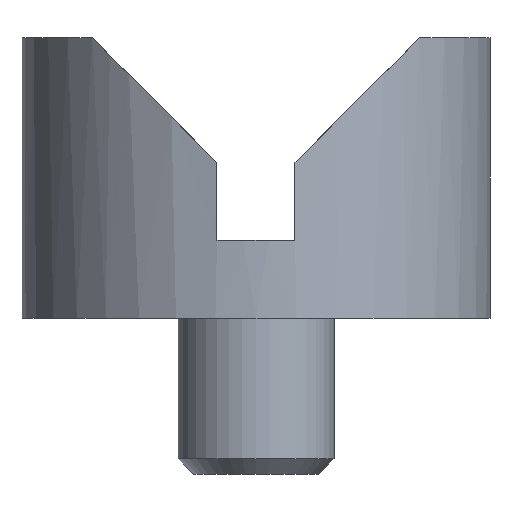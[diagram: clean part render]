
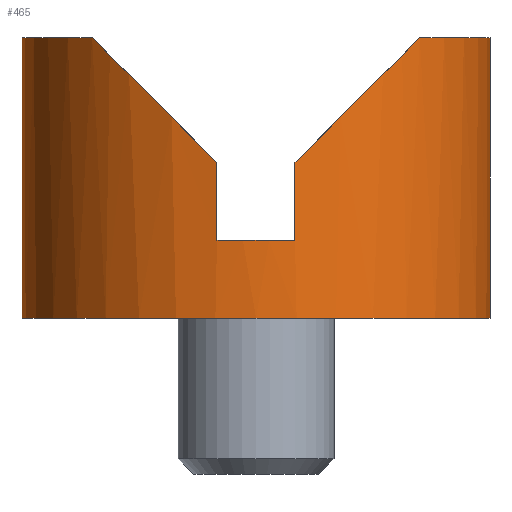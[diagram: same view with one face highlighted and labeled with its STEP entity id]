
A CAD part, front view. The second image highlights one B-rep face of the part: STEP entity #465.
In plain terms, the highlighted cylindrical face has radius 15 mm (diameter 30 mm), a partial arc.
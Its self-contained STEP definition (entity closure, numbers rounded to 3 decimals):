
#1 = CARTESIAN_POINT ( 'NONE',  ( -10.5, -10.712, 18. ) ) ;
#13 = CARTESIAN_POINT ( 'NONE',  ( 2.5, -14.79, 10. ) ) ;
#17 = DIRECTION ( 'NONE',  ( 0., 0., -1. ) ) ;
#18 = ORIENTED_EDGE ( 'NONE', *, *, #405, .F. ) ;
#20 = DIRECTION ( 'NONE',  ( 0., 0., 1. ) ) ;
#22 = ORIENTED_EDGE ( 'NONE', *, *, #102, .T. ) ;
#25 = DIRECTION ( 'NONE',  ( 0., 0., 1. ) ) ;
#33 =( BOUNDED_CURVE ( )  B_SPLINE_CURVE ( 3, ( #13, #119, #69, #156 ),
 .UNSPECIFIED., .F., .T. ) 
 B_SPLINE_CURVE_WITH_KNOTS ( ( 4, 4 ),
 ( 4.88, 5.488 ),
 .UNSPECIFIED. ) 
 CURVE ( )  GEOMETRIC_REPRESENTATION_ITEM ( )  RATIONAL_B_SPLINE_CURVE ( ( 1., 0.969, 0.969, 1. ) ) 
 REPRESENTATION_ITEM ( '' )  );
#49 = DIRECTION ( 'NONE',  ( 1., 0., 0. ) ) ;
#52 = LINE ( 'NONE', #170, #328 ) ;
#57 = CIRCLE ( 'NONE', #335, 15. ) ;
#59 = EDGE_CURVE ( 'NONE', #229, #478, #334, .T. ) ;
#63 = ORIENTED_EDGE ( 'NONE', *, *, #292, .T. ) ;
#69 = CARTESIAN_POINT ( 'NONE',  ( 8.295, -12.873, 15.795 ) ) ;
#74 = CARTESIAN_POINT ( 'NONE',  ( -5.544, -14.276, 13.044 ) ) ;
#76 = EDGE_CURVE ( 'NONE', #478, #397, #57, .T. ) ;
#80 = CIRCLE ( 'NONE', #376, 15. ) ;
#91 = CARTESIAN_POINT ( 'NONE',  ( 0., 0., 50. ) ) ;
#93 = AXIS2_PLACEMENT_3D ( 'NONE', #316, #17, #317 ) ;
#94 = EDGE_CURVE ( 'NONE', #417, #329, #33, .T. ) ;
#95 = CARTESIAN_POINT ( 'NONE',  ( 2.5, -14.79, 10. ) ) ;
#97 = ORIENTED_EDGE ( 'NONE', *, *, #94, .F. ) ;
#98 =( BOUNDED_CURVE ( )  B_SPLINE_CURVE ( 3, ( #384, #74, #460, #225 ),
 .UNSPECIFIED., .F., .F. ) 
 B_SPLINE_CURVE_WITH_KNOTS ( ( 4, 4 ),
 ( 4.88, 5.488 ),
 .UNSPECIFIED. ) 
 CURVE ( )  GEOMETRIC_REPRESENTATION_ITEM ( )  RATIONAL_B_SPLINE_CURVE ( ( 1., 0.969, 0.969, 1. ) ) 
 REPRESENTATION_ITEM ( '' )  );
#102 = EDGE_CURVE ( 'NONE', #417, #297, #494, .T. ) ;
#107 = DIRECTION ( 'NONE',  ( 1., 0., 0. ) ) ;
#119 = CARTESIAN_POINT ( 'NONE',  ( 5.544, -14.276, 13.044 ) ) ;
#123 = VERTEX_POINT ( 'NONE', #466 ) ;
#131 = ORIENTED_EDGE ( 'NONE', *, *, #415, .T. ) ;
#133 = LINE ( 'NONE', #234, #182 ) ;
#135 = DIRECTION ( 'NONE',  ( 1., 0., 0. ) ) ;
#150 = CARTESIAN_POINT ( 'NONE',  ( -2.5, -14.79, 5. ) ) ;
#153 = CARTESIAN_POINT ( 'NONE',  ( -2.5, -14.79, 10. ) ) ;
#156 = CARTESIAN_POINT ( 'NONE',  ( 10.5, -10.712, 18. ) ) ;
#164 = AXIS2_PLACEMENT_3D ( 'NONE', #251, #412, #135 ) ;
#170 = CARTESIAN_POINT ( 'NONE',  ( 15., 0., 50. ) ) ;
#181 = ORIENTED_EDGE ( 'NONE', *, *, #59, .F. ) ;
#182 = VECTOR ( 'NONE', #402, 1000. ) ;
#190 = CARTESIAN_POINT ( 'NONE',  ( 2.5, -14.79, 50. ) ) ;
#198 = ORIENTED_EDGE ( 'NONE', *, *, #76, .F. ) ;
#214 = CIRCLE ( 'NONE', #164, 15. ) ;
#222 = CARTESIAN_POINT ( 'NONE',  ( 15., 0., 0. ) ) ;
#224 = CARTESIAN_POINT ( 'NONE',  ( 0., 0., 18. ) ) ;
#225 = CARTESIAN_POINT ( 'NONE',  ( -10.5, -10.712, 18. ) ) ;
#229 = VERTEX_POINT ( 'NONE', #304 ) ;
#234 = CARTESIAN_POINT ( 'NONE',  ( -2.5, -14.79, 50. ) ) ;
#235 = CARTESIAN_POINT ( 'NONE',  ( 0., 0., 0. ) ) ;
#246 = CARTESIAN_POINT ( 'NONE',  ( -15., 0., 18. ) ) ;
#251 = CARTESIAN_POINT ( 'NONE',  ( 0., 0., 18. ) ) ;
#255 = ORIENTED_EDGE ( 'NONE', *, *, #444, .T. ) ;
#257 = CARTESIAN_POINT ( 'NONE',  ( 2.5, -14.79, 5. ) ) ;
#271 = VERTEX_POINT ( 'NONE', #150 ) ;
#274 = VECTOR ( 'NONE', #498, 1000. ) ;
#285 = EDGE_LOOP ( 'NONE', ( #181, #497, #131, #18, #97, #22, #255, #340, #63, #198 ) ) ;
#288 = VERTEX_POINT ( 'NONE', #153 ) ;
#291 = VERTEX_POINT ( 'NONE', #222 ) ;
#292 = EDGE_CURVE ( 'NONE', #288, #397, #98, .T. ) ;
#297 = VERTEX_POINT ( 'NONE', #257 ) ;
#304 = CARTESIAN_POINT ( 'NONE',  ( -15., 0., 0. ) ) ;
#316 = CARTESIAN_POINT ( 'NONE',  ( 0., 0., 5. ) ) ;
#317 = DIRECTION ( 'NONE',  ( -1., 0., 0. ) ) ;
#320 = FACE_OUTER_BOUND ( 'NONE', #285, .T. ) ;
#323 = EDGE_CURVE ( 'NONE', #288, #271, #133, .T. ) ;
#328 = VECTOR ( 'NONE', #20, 1000. ) ;
#329 = VERTEX_POINT ( 'NONE', #437 ) ;
#334 = LINE ( 'NONE', #419, #274 ) ;
#335 = AXIS2_PLACEMENT_3D ( 'NONE', #224, #25, #107 ) ;
#340 = ORIENTED_EDGE ( 'NONE', *, *, #323, .F. ) ;
#359 = EDGE_CURVE ( 'NONE', #229, #291, #80, .T. ) ;
#376 = AXIS2_PLACEMENT_3D ( 'NONE', #235, #396, #49 ) ;
#384 = CARTESIAN_POINT ( 'NONE',  ( -2.5, -14.79, 10. ) ) ;
#387 = AXIS2_PLACEMENT_3D ( 'NONE', #91, #487, #489 ) ;
#396 = DIRECTION ( 'NONE',  ( 0., 0., 1. ) ) ;
#397 = VERTEX_POINT ( 'NONE', #1 ) ;
#402 = DIRECTION ( 'NONE',  ( 0., 0., -1. ) ) ;
#403 = VECTOR ( 'NONE', #488, 1000. ) ;
#405 = EDGE_CURVE ( 'NONE', #329, #123, #214, .T. ) ;
#412 = DIRECTION ( 'NONE',  ( 0., 0., 1. ) ) ;
#415 = EDGE_CURVE ( 'NONE', #291, #123, #52, .T. ) ;
#417 = VERTEX_POINT ( 'NONE', #95 ) ;
#419 = CARTESIAN_POINT ( 'NONE',  ( -15., 0., 50. ) ) ;
#437 = CARTESIAN_POINT ( 'NONE',  ( 10.5, -10.712, 18. ) ) ;
#444 = EDGE_CURVE ( 'NONE', #297, #271, #499, .T. ) ;
#447 = CYLINDRICAL_SURFACE ( 'NONE', #387, 15. ) ;
#460 = CARTESIAN_POINT ( 'NONE',  ( -8.295, -12.873, 15.795 ) ) ;
#465 = ADVANCED_FACE ( 'NONE', ( #320 ), #447, .T. ) ;
#466 = CARTESIAN_POINT ( 'NONE',  ( 15., 0., 18. ) ) ;
#478 = VERTEX_POINT ( 'NONE', #246 ) ;
#487 = DIRECTION ( 'NONE',  ( 0., 0., 1. ) ) ;
#488 = DIRECTION ( 'NONE',  ( 0., 0., -1. ) ) ;
#489 = DIRECTION ( 'NONE',  ( 1., 0., 0. ) ) ;
#494 = LINE ( 'NONE', #190, #403 ) ;
#497 = ORIENTED_EDGE ( 'NONE', *, *, #359, .T. ) ;
#498 = DIRECTION ( 'NONE',  ( 0., 0., 1. ) ) ;
#499 = CIRCLE ( 'NONE', #93, 15. ) ;
